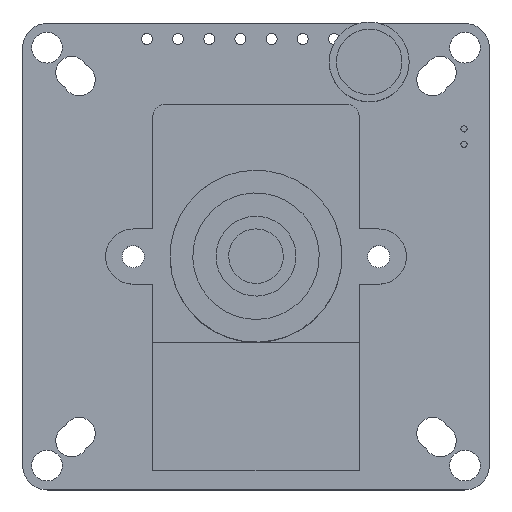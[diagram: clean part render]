
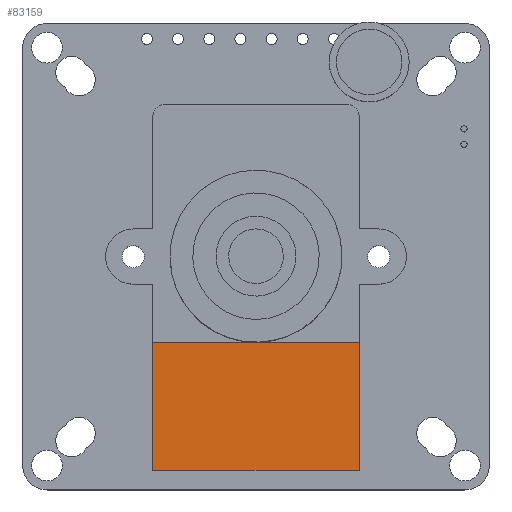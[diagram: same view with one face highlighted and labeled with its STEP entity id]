
A CAD part, top view. The second image highlights one B-rep face of the part: STEP entity #83159.
In plain terms, the highlighted face is planar.
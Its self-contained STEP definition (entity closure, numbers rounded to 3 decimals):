
#818 = VECTOR ( 'NONE', #69783, 1000. ) ;
#5108 = ORIENTED_EDGE ( 'NONE', *, *, #258087, .T. ) ;
#10148 = VECTOR ( 'NONE', #56444, 1000. ) ;
#19242 = VERTEX_POINT ( 'NONE', #187195 ) ;
#41088 = VECTOR ( 'NONE', #50214, 1000. ) ;
#50214 = DIRECTION ( 'NONE',  ( 0., 0., 1. ) ) ;
#51557 = CARTESIAN_POINT ( 'NONE',  ( -8.4, 8.5, 7. ) ) ;
#51914 = EDGE_CURVE ( 'NONE', #96004, #127833, #312726, .T. ) ;
#53420 = LINE ( 'NONE', #228012, #41088 ) ;
#56444 = DIRECTION ( 'NONE',  ( -1., 0., 0. ) ) ;
#64087 = EDGE_CURVE ( 'NONE', #127833, #19242, #309375, .T. ) ;
#69783 = DIRECTION ( 'NONE',  ( 1., 0., 0. ) ) ;
#80650 = ORIENTED_EDGE ( 'NONE', *, *, #51914, .T. ) ;
#83159 = ADVANCED_FACE ( 'NONE', ( #164384 ), #87555, .F. ) ;
#86019 = DIRECTION ( 'NONE',  ( 0., 0., -1. ) ) ;
#87555 = PLANE ( 'NONE',  #198773 ) ;
#91506 = CARTESIAN_POINT ( 'NONE',  ( -8.4, 8.5, 7. ) ) ;
#96004 = VERTEX_POINT ( 'NONE', #224813 ) ;
#100866 = EDGE_CURVE ( 'NONE', #19242, #167613, #103866, .T. ) ;
#103866 = LINE ( 'NONE', #51557, #10148 ) ;
#127833 = VERTEX_POINT ( 'NONE', #147102 ) ;
#136639 = CARTESIAN_POINT ( 'NONE',  ( 8.4, 8.5, 17.4 ) ) ;
#147102 = CARTESIAN_POINT ( 'NONE',  ( 8.4, 8.5, 17.4 ) ) ;
#164384 = FACE_OUTER_BOUND ( 'NONE', #190749, .T. ) ;
#167613 = VERTEX_POINT ( 'NONE', #91506 ) ;
#167788 = CARTESIAN_POINT ( 'NONE',  ( -8.4, 8.5, 17.4 ) ) ;
#187195 = CARTESIAN_POINT ( 'NONE',  ( 8.4, 8.5, 7. ) ) ;
#188700 = DIRECTION ( 'NONE',  ( 0., 0., -1. ) ) ;
#190749 = EDGE_LOOP ( 'NONE', ( #5108, #80650, #310016, #292343 ) ) ;
#198773 = AXIS2_PLACEMENT_3D ( 'NONE', #312499, #260379, #188700 ) ;
#224813 = CARTESIAN_POINT ( 'NONE',  ( -8.4, 8.5, 17.4 ) ) ;
#228012 = CARTESIAN_POINT ( 'NONE',  ( -8.4, 8.5, 17.4 ) ) ;
#237691 = VECTOR ( 'NONE', #86019, 1000. ) ;
#258087 = EDGE_CURVE ( 'NONE', #167613, #96004, #53420, .T. ) ;
#260379 = DIRECTION ( 'NONE',  ( 0., -1., 0. ) ) ;
#292343 = ORIENTED_EDGE ( 'NONE', *, *, #100866, .T. ) ;
#309375 = LINE ( 'NONE', #136639, #237691 ) ;
#310016 = ORIENTED_EDGE ( 'NONE', *, *, #64087, .T. ) ;
#312499 = CARTESIAN_POINT ( 'NONE',  ( 0., 8.5, 0. ) ) ;
#312726 = LINE ( 'NONE', #167788, #818 ) ;
